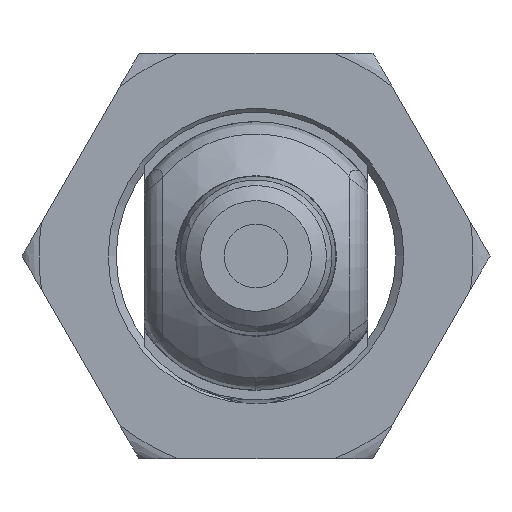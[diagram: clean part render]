
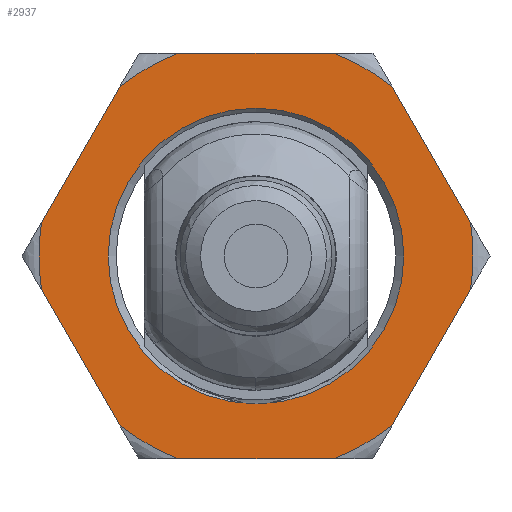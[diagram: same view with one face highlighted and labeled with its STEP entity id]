
A CAD part, left-side view. The second image highlights one B-rep face of the part: STEP entity #2937.
In plain terms, the highlighted planar face has unit normal (-1, 0, 0).
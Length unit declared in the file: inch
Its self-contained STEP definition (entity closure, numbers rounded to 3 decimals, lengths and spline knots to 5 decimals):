
#182 = ORIENTED_EDGE ( 'NONE', *, *, #4721, .T. ) ;
#228 = EDGE_LOOP ( 'NONE', ( #7166 ) ) ;
#278 = VECTOR ( 'NONE', #2101, 39.37008 ) ;
#373 = EDGE_CURVE ( 'NONE', #1835, #7577, #8120, .T. ) ;
#405 = CARTESIAN_POINT ( 'NONE',  ( 0.23447, 0., 0. ) ) ;
#457 = CARTESIAN_POINT ( 'NONE',  ( 0.23447, 0., 0. ) ) ;
#613 = CARTESIAN_POINT ( 'NONE',  ( 0.23447, -0.52854, 0.08297 ) ) ;
#784 = CARTESIAN_POINT ( 'NONE',  ( 0.23447, 0.43233, 0.24961 ) ) ;
#856 = CARTESIAN_POINT ( 'NONE',  ( 0.23447, 0., 0. ) ) ;
#1121 = CARTESIAN_POINT ( 'NONE',  ( 0.23447, -0.19241, 0.49921 ) ) ;
#1134 = VERTEX_POINT ( 'NONE', #6898 ) ;
#1286 = CARTESIAN_POINT ( 'NONE',  ( 0.23447, -0.52854, -0.08297 ) ) ;
#1409 = ORIENTED_EDGE ( 'NONE', *, *, #4193, .T. ) ;
#1425 = EDGE_CURVE ( 'NONE', #2582, #1835, #4914, .T. ) ;
#1467 = VERTEX_POINT ( 'NONE', #8574 ) ;
#1488 = VERTEX_POINT ( 'NONE', #1554 ) ;
#1489 = CIRCLE ( 'NONE', #9006, 0.53501 ) ;
#1554 = CARTESIAN_POINT ( 'NONE',  ( 0.23447, -0.33612, 0.41624 ) ) ;
#1598 = VERTEX_POINT ( 'NONE', #1121 ) ;
#1795 = FACE_OUTER_BOUND ( 'NONE', #4118, .T. ) ;
#1835 = VERTEX_POINT ( 'NONE', #6250 ) ;
#1865 = DIRECTION ( 'NONE',  ( 0., 1., 0. ) ) ;
#1927 = CARTESIAN_POINT ( 'NONE',  ( 0.23447, 0., -0.49921 ) ) ;
#2101 = DIRECTION ( 'NONE',  ( 0., -0.5, 0.866 ) ) ;
#2154 = DIRECTION ( 'NONE',  ( 0., -0.5, -0.866 ) ) ;
#2187 = ORIENTED_EDGE ( 'NONE', *, *, #2257, .T. ) ;
#2217 = AXIS2_PLACEMENT_3D ( 'NONE', #8604, #5078, #7246 ) ;
#2257 = EDGE_CURVE ( 'NONE', #2618, #1488, #3134, .T. ) ;
#2334 = VECTOR ( 'NONE', #2154, 39.37008 ) ;
#2359 = CARTESIAN_POINT ( 'NONE',  ( 0.23447, 0., 0. ) ) ;
#2413 = CIRCLE ( 'NONE', #7010, 0.53501 ) ;
#2497 = CARTESIAN_POINT ( 'NONE',  ( 0.23447, 0.52854, 0.08297 ) ) ;
#2582 = VERTEX_POINT ( 'NONE', #8892 ) ;
#2586 = DIRECTION ( 'NONE',  ( 0., -1., 0. ) ) ;
#2618 = VERTEX_POINT ( 'NONE', #613 ) ;
#2635 = CARTESIAN_POINT ( 'NONE',  ( 0.23447, 0., 0. ) ) ;
#2936 = VERTEX_POINT ( 'NONE', #1286 ) ;
#2937 = ADVANCED_FACE ( 'NONE', ( #4616, #1795 ), #4802, .F. ) ;
#3077 = VERTEX_POINT ( 'NONE', #5562 ) ;
#3134 = LINE ( 'NONE', #8100, #5527 ) ;
#3199 = DIRECTION ( 'NONE',  ( -1., 0., 0. ) ) ;
#3201 = DIRECTION ( 'NONE',  ( 1., 0., 0. ) ) ;
#3351 = EDGE_CURVE ( 'NONE', #4495, #9111, #2413, .T. ) ;
#3356 = ORIENTED_EDGE ( 'NONE', *, *, #373, .T. ) ;
#3373 = LINE ( 'NONE', #1927, #8609 ) ;
#3456 = EDGE_CURVE ( 'NONE', #1134, #1134, #6724, .T. ) ;
#3686 = CARTESIAN_POINT ( 'NONE',  ( 0.23447, 0.19241, -0.49921 ) ) ;
#3721 = DIRECTION ( 'NONE',  ( 0., 0., -1. ) ) ;
#3841 = CIRCLE ( 'NONE', #2217, 0.53501 ) ;
#3899 = EDGE_CURVE ( 'NONE', #7577, #1467, #3373, .T. ) ;
#3902 = CIRCLE ( 'NONE', #6127, 0.53501 ) ;
#3982 = CARTESIAN_POINT ( 'NONE',  ( 0.23447, 0.19241, 0.49921 ) ) ;
#4001 = VECTOR ( 'NONE', #4384, 39.37008 ) ;
#4118 = EDGE_LOOP ( 'NONE', ( #1409, #6132, #4128, #7497, #5331, #3356, #8243, #182, #5151, #7589, #2187, #5096 ) ) ;
#4128 = ORIENTED_EDGE ( 'NONE', *, *, #8033, .T. ) ;
#4193 = EDGE_CURVE ( 'NONE', #1598, #4495, #6129, .T. ) ;
#4384 = DIRECTION ( 'NONE',  ( 0., 0.5, -0.866 ) ) ;
#4495 = VERTEX_POINT ( 'NONE', #3982 ) ;
#4500 = CARTESIAN_POINT ( 'NONE',  ( 0.23447, 0.33612, 0.41624 ) ) ;
#4616 = FACE_BOUND ( 'NONE', #228, .T. ) ;
#4645 = VECTOR ( 'NONE', #1865, 39.37008 ) ;
#4721 = EDGE_CURVE ( 'NONE', #1467, #3077, #3902, .T. ) ;
#4781 = CIRCLE ( 'NONE', #4928, 0.53501 ) ;
#4802 = PLANE ( 'NONE',  #5195 ) ;
#4847 = EDGE_CURVE ( 'NONE', #2936, #2618, #4781, .T. ) ;
#4914 = LINE ( 'NONE', #6944, #2334 ) ;
#4928 = AXIS2_PLACEMENT_3D ( 'NONE', #405, #3199, #8066 ) ;
#5078 = DIRECTION ( 'NONE',  ( -1., 0., 0. ) ) ;
#5082 = LINE ( 'NONE', #784, #4001 ) ;
#5096 = ORIENTED_EDGE ( 'NONE', *, *, #7203, .T. ) ;
#5151 = ORIENTED_EDGE ( 'NONE', *, *, #6622, .T. ) ;
#5195 = AXIS2_PLACEMENT_3D ( 'NONE', #457, #3201, #6011 ) ;
#5331 = ORIENTED_EDGE ( 'NONE', *, *, #1425, .T. ) ;
#5436 = CARTESIAN_POINT ( 'NONE',  ( 0.23447, 0., 0. ) ) ;
#5527 = VECTOR ( 'NONE', #8903, 39.37008 ) ;
#5562 = CARTESIAN_POINT ( 'NONE',  ( 0.23447, -0.33612, -0.41624 ) ) ;
#5586 = CARTESIAN_POINT ( 'NONE',  ( 0.23447, 0., 0. ) ) ;
#5910 = DIRECTION ( 'NONE',  ( -1., 0., 0. ) ) ;
#6011 = DIRECTION ( 'NONE',  ( 0., 0., 1. ) ) ;
#6097 = DIRECTION ( 'NONE',  ( 0., 0., 1. ) ) ;
#6127 = AXIS2_PLACEMENT_3D ( 'NONE', #2359, #7519, #7370 ) ;
#6129 = LINE ( 'NONE', #8843, #4645 ) ;
#6132 = ORIENTED_EDGE ( 'NONE', *, *, #3351, .T. ) ;
#6186 = DIRECTION ( 'NONE',  ( -1., 0., 0. ) ) ;
#6250 = CARTESIAN_POINT ( 'NONE',  ( 0.23447, 0.33612, -0.41624 ) ) ;
#6622 = EDGE_CURVE ( 'NONE', #3077, #2936, #7665, .T. ) ;
#6724 = CIRCLE ( 'NONE', #8477, 0.36417 ) ;
#6898 = CARTESIAN_POINT ( 'NONE',  ( 0.23447, 0., -0.36417 ) ) ;
#6944 = CARTESIAN_POINT ( 'NONE',  ( 0.23447, 0.43233, -0.24961 ) ) ;
#7010 = AXIS2_PLACEMENT_3D ( 'NONE', #2635, #8811, #6097 ) ;
#7166 = ORIENTED_EDGE ( 'NONE', *, *, #3456, .T. ) ;
#7203 = EDGE_CURVE ( 'NONE', #1488, #1598, #3841, .T. ) ;
#7246 = DIRECTION ( 'NONE',  ( 0., 0., 1. ) ) ;
#7297 = VERTEX_POINT ( 'NONE', #2497 ) ;
#7325 = DIRECTION ( 'NONE',  ( 0., 0., 1. ) ) ;
#7370 = DIRECTION ( 'NONE',  ( 0., 0., 1. ) ) ;
#7497 = ORIENTED_EDGE ( 'NONE', *, *, #7548, .T. ) ;
#7519 = DIRECTION ( 'NONE',  ( -1., 0., 0. ) ) ;
#7548 = EDGE_CURVE ( 'NONE', #7297, #2582, #1489, .T. ) ;
#7575 = CARTESIAN_POINT ( 'NONE',  ( 0.23447, -0.43233, -0.24961 ) ) ;
#7577 = VERTEX_POINT ( 'NONE', #3686 ) ;
#7589 = ORIENTED_EDGE ( 'NONE', *, *, #4847, .T. ) ;
#7665 = LINE ( 'NONE', #7575, #278 ) ;
#8033 = EDGE_CURVE ( 'NONE', #9111, #7297, #5082, .T. ) ;
#8066 = DIRECTION ( 'NONE',  ( 0., 0., 1. ) ) ;
#8100 = CARTESIAN_POINT ( 'NONE',  ( 0.23447, -0.43233, 0.24961 ) ) ;
#8120 = CIRCLE ( 'NONE', #9115, 0.53501 ) ;
#8243 = ORIENTED_EDGE ( 'NONE', *, *, #3899, .T. ) ;
#8477 = AXIS2_PLACEMENT_3D ( 'NONE', #5586, #8581, #3721 ) ;
#8574 = CARTESIAN_POINT ( 'NONE',  ( 0.23447, -0.19241, -0.49921 ) ) ;
#8581 = DIRECTION ( 'NONE',  ( 1., 0., 0. ) ) ;
#8604 = CARTESIAN_POINT ( 'NONE',  ( 0.23447, 0., 0. ) ) ;
#8609 = VECTOR ( 'NONE', #2586, 39.37008 ) ;
#8811 = DIRECTION ( 'NONE',  ( -1., 0., 0. ) ) ;
#8843 = CARTESIAN_POINT ( 'NONE',  ( 0.23447, 0., 0.49921 ) ) ;
#8892 = CARTESIAN_POINT ( 'NONE',  ( 0.23447, 0.52854, -0.08297 ) ) ;
#8903 = DIRECTION ( 'NONE',  ( 0., 0.5, 0.866 ) ) ;
#8987 = DIRECTION ( 'NONE',  ( 0., 0., 1. ) ) ;
#9006 = AXIS2_PLACEMENT_3D ( 'NONE', #856, #5910, #7325 ) ;
#9111 = VERTEX_POINT ( 'NONE', #4500 ) ;
#9115 = AXIS2_PLACEMENT_3D ( 'NONE', #5436, #6186, #8987 ) ;
